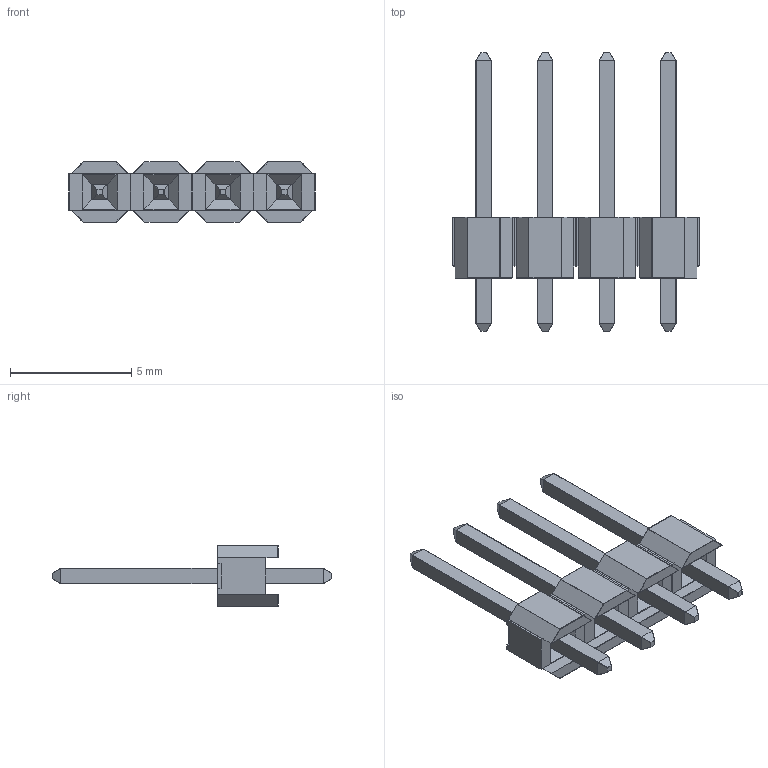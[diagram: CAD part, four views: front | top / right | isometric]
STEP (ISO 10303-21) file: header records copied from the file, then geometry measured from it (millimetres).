
FILE_DESCRIPTION (( 'STEP AP214' ), '1' );
FILE_NAME ('header-2.54-1x4.STEP', '2021-07-10T12:13:56', ( '' ), ( '' ), 'SwSTEP 2.0', 'SolidWorks 2021', '' );
FILE_SCHEMA (( 'AUTOMOTIVE_DESIGN' ));
Length unit declared in the file: millimetre
Products named in the file (3): header-2.54-pin_默认; header-2.54-body_默认; header-2.54-1x4
Assembly tree (8 placements, depth 2):
  header-2.54-1x4
    header-2.54-body_默认  x4
    header-2.54-pin_默认  x4
Bounding box: 10.16 x 11.5 x 2.5 mm (x, y, z)
Volume: 62.7 mm3; surface area: 268.6 mm2
Topology: 8 solids, 8 shells, 520 faces, 1204 edges, 688 vertices
Faces by surface type: cylinder 248, plane 192, sphere 64, torus 16
Entity records: 3716 total; most frequent: CARTESIAN_POINT 743, DIRECTION 608, ORIENTED_EDGE 596, EDGE_CURVE 298, AXIS2_PLACEMENT_3D 213, LINE 182, VECTOR 182, VERTEX_POINT 172
